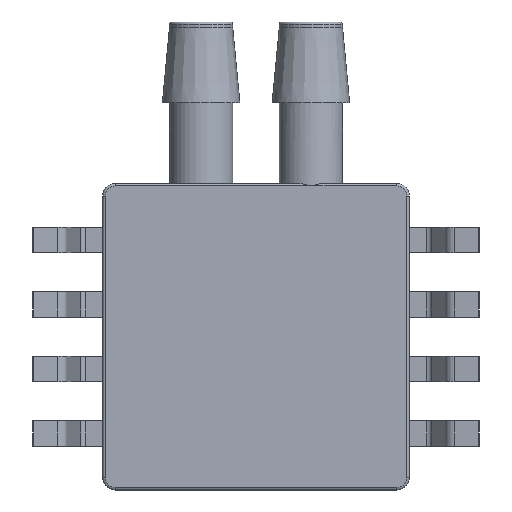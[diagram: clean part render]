
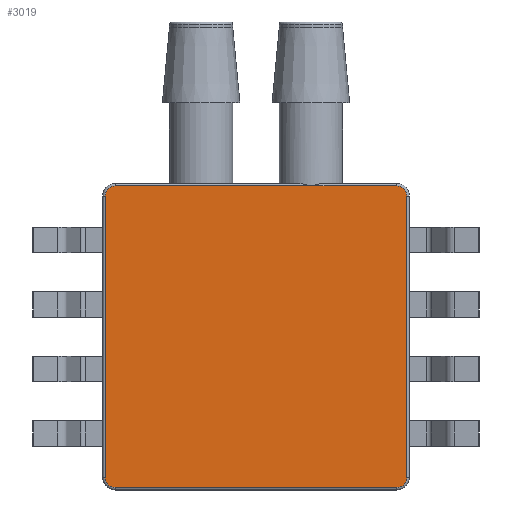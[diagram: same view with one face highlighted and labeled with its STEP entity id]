
A CAD part, front view. The second image highlights one B-rep face of the part: STEP entity #3019.
In plain terms, the highlighted planar face has unit normal (0, -1, 0).
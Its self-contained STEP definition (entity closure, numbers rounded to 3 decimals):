
#105 = LINE ( 'NONE', #6348, #1841 ) ;
#130 = DIRECTION ( 'NONE',  ( 0., -1., 0. ) ) ;
#207 = DIRECTION ( 'NONE',  ( 0., -1., 0. ) ) ;
#395 = CARTESIAN_POINT ( 'NONE',  ( -5.532, 0.05, 5.532 ) ) ;
#432 = CARTESIAN_POINT ( 'NONE',  ( -5.932, 0.05, -5.532 ) ) ;
#489 = EDGE_CURVE ( 'NONE', #6063, #3870, #4365, .T. ) ;
#534 = CARTESIAN_POINT ( 'NONE',  ( 5.933, 0.05, 5.532 ) ) ;
#658 = LINE ( 'NONE', #4950, #5919 ) ;
#1157 = CARTESIAN_POINT ( 'NONE',  ( -5.532, 0.05, 5.932 ) ) ;
#1229 = DIRECTION ( 'NONE',  ( 0., 0., 1. ) ) ;
#1315 = CARTESIAN_POINT ( 'NONE',  ( -5.532, 0.05, -5.532 ) ) ;
#1348 = CARTESIAN_POINT ( 'NONE',  ( -5.532, 0.05, 5.932 ) ) ;
#1416 = CARTESIAN_POINT ( 'NONE',  ( 5.533, 0.05, 5.532 ) ) ;
#1656 = VECTOR ( 'NONE', #6327, 1000. ) ;
#1692 = EDGE_CURVE ( 'NONE', #5568, #3413, #5690, .T. ) ;
#1841 = VECTOR ( 'NONE', #2617, 1000. ) ;
#1975 = AXIS2_PLACEMENT_3D ( 'NONE', #6092, #130, #3517 ) ;
#2170 = CARTESIAN_POINT ( 'NONE',  ( 5.532, 0.05, -5.932 ) ) ;
#2339 = CARTESIAN_POINT ( 'NONE',  ( 5.933, 0.05, 5.532 ) ) ;
#2446 = EDGE_CURVE ( 'NONE', #6354, #5568, #5562, .T. ) ;
#2520 = LINE ( 'NONE', #2618, #1656 ) ;
#2617 = DIRECTION ( 'NONE',  ( 1., 0., 0. ) ) ;
#2618 = CARTESIAN_POINT ( 'NONE',  ( -5.932, 0.05, -5.532 ) ) ;
#2657 = DIRECTION ( 'NONE',  ( 0., 0., -1. ) ) ;
#2702 = DIRECTION ( 'NONE',  ( 0., -1., 0. ) ) ;
#2933 = DIRECTION ( 'NONE',  ( 0., -1., 0. ) ) ;
#2983 = AXIS2_PLACEMENT_3D ( 'NONE', #1315, #207, #4015 ) ;
#3019 = ADVANCED_FACE ( 'NONE', ( #5454 ), #3333, .T. ) ;
#3031 = EDGE_CURVE ( 'NONE', #7060, #6354, #3114, .T. ) ;
#3114 = CIRCLE ( 'NONE', #5817, 0.4 ) ;
#3186 = CARTESIAN_POINT ( 'NONE',  ( 5.532, 0.05, 5.932 ) ) ;
#3200 = ORIENTED_EDGE ( 'NONE', *, *, #2446, .T. ) ;
#3238 = DIRECTION ( 'NONE',  ( 0., 0., -1. ) ) ;
#3281 = AXIS2_PLACEMENT_3D ( 'NONE', #395, #4786, #2657 ) ;
#3333 = PLANE ( 'NONE',  #1975 ) ;
#3355 = EDGE_CURVE ( 'NONE', #3870, #5903, #2520, .T. ) ;
#3413 = VERTEX_POINT ( 'NONE', #3186 ) ;
#3517 = DIRECTION ( 'NONE',  ( 0., 0., -1. ) ) ;
#3870 = VERTEX_POINT ( 'NONE', #6780 ) ;
#3904 = ORIENTED_EDGE ( 'NONE', *, *, #3031, .T. ) ;
#3957 = VECTOR ( 'NONE', #1229, 1000. ) ;
#3987 = ORIENTED_EDGE ( 'NONE', *, *, #4619, .T. ) ;
#3996 = EDGE_LOOP ( 'NONE', ( #5528, #6184, #5591, #3904, #3200, #5215, #6431, #3987, #5494 ) ) ;
#4015 = DIRECTION ( 'NONE',  ( 0., 0., -1. ) ) ;
#4050 = DIRECTION ( 'NONE',  ( -1., 0., 0. ) ) ;
#4226 = EDGE_CURVE ( 'NONE', #3413, #6699, #5175, .T. ) ;
#4328 = DIRECTION ( 'NONE',  ( -1., 0., 0. ) ) ;
#4365 = CIRCLE ( 'NONE', #3281, 0.4 ) ;
#4432 = CARTESIAN_POINT ( 'NONE',  ( 2.16, 0.05, 5.932 ) ) ;
#4619 = EDGE_CURVE ( 'NONE', #6699, #6063, #658, .T. ) ;
#4786 = DIRECTION ( 'NONE',  ( 0., -1., 0. ) ) ;
#4950 = CARTESIAN_POINT ( 'NONE',  ( -5.532, 0.05, 5.932 ) ) ;
#4969 = CIRCLE ( 'NONE', #2983, 0.4 ) ;
#5039 = AXIS2_PLACEMENT_3D ( 'NONE', #1416, #2702, #3238 ) ;
#5069 = DIRECTION ( 'NONE',  ( 0., 0., -1. ) ) ;
#5175 = LINE ( 'NONE', #1348, #6453 ) ;
#5215 = ORIENTED_EDGE ( 'NONE', *, *, #1692, .T. ) ;
#5259 = EDGE_CURVE ( 'NONE', #5903, #5849, #4969, .T. ) ;
#5454 = FACE_OUTER_BOUND ( 'NONE', #3996, .T. ) ;
#5483 = EDGE_CURVE ( 'NONE', #5849, #7060, #105, .T. ) ;
#5494 = ORIENTED_EDGE ( 'NONE', *, *, #489, .T. ) ;
#5528 = ORIENTED_EDGE ( 'NONE', *, *, #3355, .T. ) ;
#5562 = LINE ( 'NONE', #2339, #3957 ) ;
#5568 = VERTEX_POINT ( 'NONE', #534 ) ;
#5591 = ORIENTED_EDGE ( 'NONE', *, *, #5483, .T. ) ;
#5690 = CIRCLE ( 'NONE', #5039, 0.4 ) ;
#5744 = CARTESIAN_POINT ( 'NONE',  ( -5.532, 0.05, -5.932 ) ) ;
#5787 = CARTESIAN_POINT ( 'NONE',  ( 5.933, 0.05, -5.532 ) ) ;
#5817 = AXIS2_PLACEMENT_3D ( 'NONE', #6666, #2933, #5069 ) ;
#5849 = VERTEX_POINT ( 'NONE', #5744 ) ;
#5903 = VERTEX_POINT ( 'NONE', #432 ) ;
#5919 = VECTOR ( 'NONE', #4328, 1000. ) ;
#6063 = VERTEX_POINT ( 'NONE', #1157 ) ;
#6092 = CARTESIAN_POINT ( 'NONE',  ( 0., 0.05, 0. ) ) ;
#6184 = ORIENTED_EDGE ( 'NONE', *, *, #5259, .T. ) ;
#6327 = DIRECTION ( 'NONE',  ( 0., 0., -1. ) ) ;
#6348 = CARTESIAN_POINT ( 'NONE',  ( 5.532, 0.05, -5.932 ) ) ;
#6354 = VERTEX_POINT ( 'NONE', #5787 ) ;
#6431 = ORIENTED_EDGE ( 'NONE', *, *, #4226, .T. ) ;
#6453 = VECTOR ( 'NONE', #4050, 1000. ) ;
#6666 = CARTESIAN_POINT ( 'NONE',  ( 5.532, 0.05, -5.532 ) ) ;
#6699 = VERTEX_POINT ( 'NONE', #4432 ) ;
#6780 = CARTESIAN_POINT ( 'NONE',  ( -5.932, 0.05, 5.532 ) ) ;
#7060 = VERTEX_POINT ( 'NONE', #2170 ) ;
